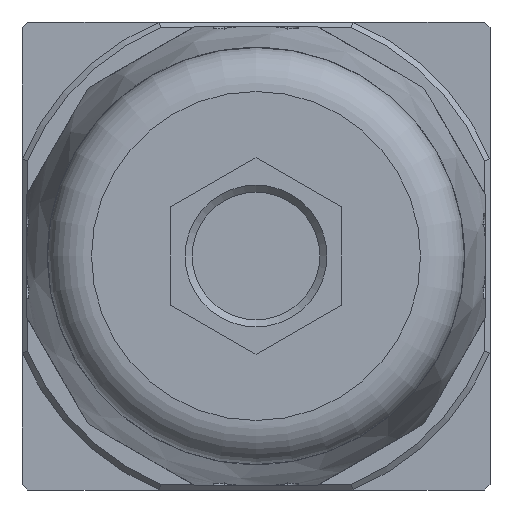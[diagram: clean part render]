
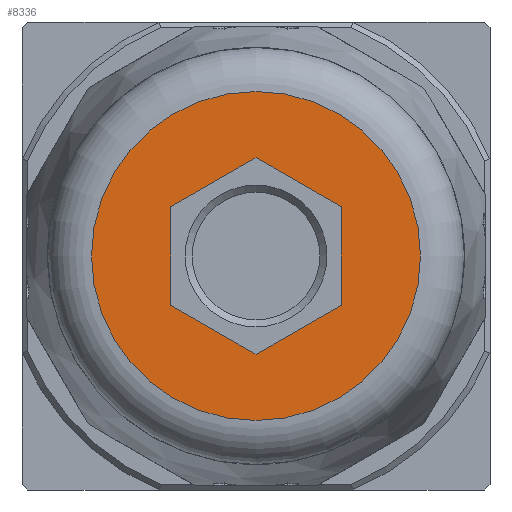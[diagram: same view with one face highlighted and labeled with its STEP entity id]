
A CAD part, front view. The second image highlights one B-rep face of the part: STEP entity #8336.
In plain terms, the highlighted planar face has unit normal (0, -1, 0).
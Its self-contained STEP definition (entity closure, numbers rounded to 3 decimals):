
#467=LINE('',#12728,#873);
#468=LINE('',#12731,#874);
#469=LINE('',#12733,#875);
#470=LINE('',#12735,#876);
#471=LINE('',#12737,#877);
#472=LINE('',#12739,#878);
#873=VECTOR('',#10393,1000.);
#874=VECTOR('',#10394,1000.);
#875=VECTOR('',#10395,1000.);
#876=VECTOR('',#10396,1000.);
#877=VECTOR('',#10397,1000.);
#878=VECTOR('',#10398,1000.);
#1081=PLANE('',#8931);
#1377=CIRCLE('',#8932,23.2);
#2726=ORIENTED_EDGE('',*,*,#3911,.T.);
#2727=ORIENTED_EDGE('',*,*,#3912,.T.);
#2728=ORIENTED_EDGE('',*,*,#3913,.T.);
#2729=ORIENTED_EDGE('',*,*,#3914,.T.);
#2730=ORIENTED_EDGE('',*,*,#3915,.T.);
#2731=ORIENTED_EDGE('',*,*,#3916,.T.);
#2732=ORIENTED_EDGE('',*,*,#3917,.T.);
#3911=EDGE_CURVE('',#4563,#4563,#1377,.T.);
#3912=EDGE_CURVE('',#4564,#4565,#467,.T.);
#3913=EDGE_CURVE('',#4565,#4566,#468,.T.);
#3914=EDGE_CURVE('',#4566,#4567,#469,.T.);
#3915=EDGE_CURVE('',#4567,#4568,#470,.T.);
#3916=EDGE_CURVE('',#4568,#4569,#471,.T.);
#3917=EDGE_CURVE('',#4569,#4564,#472,.T.);
#4563=VERTEX_POINT('',#12727);
#4564=VERTEX_POINT('',#12729);
#4565=VERTEX_POINT('',#12730);
#4566=VERTEX_POINT('',#12732);
#4567=VERTEX_POINT('',#12734);
#4568=VERTEX_POINT('',#12736);
#4569=VERTEX_POINT('',#12738);
#5154=EDGE_LOOP('',(#2726));
#5155=EDGE_LOOP('',(#2727,#2728,#2729,#2730,#2731,#2732));
#5576=FACE_BOUND('',#5154,.T.);
#5577=FACE_BOUND('',#5155,.T.);
#8336=ADVANCED_FACE('',(#5576,#5577),#1081,.T.);
#8931=AXIS2_PLACEMENT_3D('',#12725,#10389,#10390);
#8932=AXIS2_PLACEMENT_3D('',#12726,#10391,#10392);
#10389=DIRECTION('',(0.,-1.,0.));
#10390=DIRECTION('',(0.,0.,-1.));
#10391=DIRECTION('',(0.,-1.,0.));
#10392=DIRECTION('',(0.,0.,-1.));
#10393=DIRECTION('',(0.,0.,1.));
#10394=DIRECTION('',(0.866,0.,0.5));
#10395=DIRECTION('',(0.866,0.,-0.5));
#10396=DIRECTION('',(0.,0.,-1.));
#10397=DIRECTION('',(-0.866,0.,-0.5));
#10398=DIRECTION('',(-0.866,0.,0.5));
#12725=CARTESIAN_POINT('',(14.4,-165.,0.));
#12726=CARTESIAN_POINT('',(0.,-165.,0.));
#12727=CARTESIAN_POINT('',(0.,-165.,-23.2));
#12728=CARTESIAN_POINT('',(-12.,-165.,-6.928));
#12729=CARTESIAN_POINT('',(-12.,-165.,-6.928));
#12730=CARTESIAN_POINT('',(-12.,-165.,6.928));
#12731=CARTESIAN_POINT('',(-12.,-165.,6.928));
#12732=CARTESIAN_POINT('',(0.,-165.,13.856));
#12733=CARTESIAN_POINT('',(0.,-165.,13.856));
#12734=CARTESIAN_POINT('',(12.,-165.,6.928));
#12735=CARTESIAN_POINT('',(12.,-165.,6.928));
#12736=CARTESIAN_POINT('',(12.,-165.,-6.928));
#12737=CARTESIAN_POINT('',(12.,-165.,-6.928));
#12738=CARTESIAN_POINT('',(0.,-165.,-13.856));
#12739=CARTESIAN_POINT('',(0.,-165.,-13.856));
